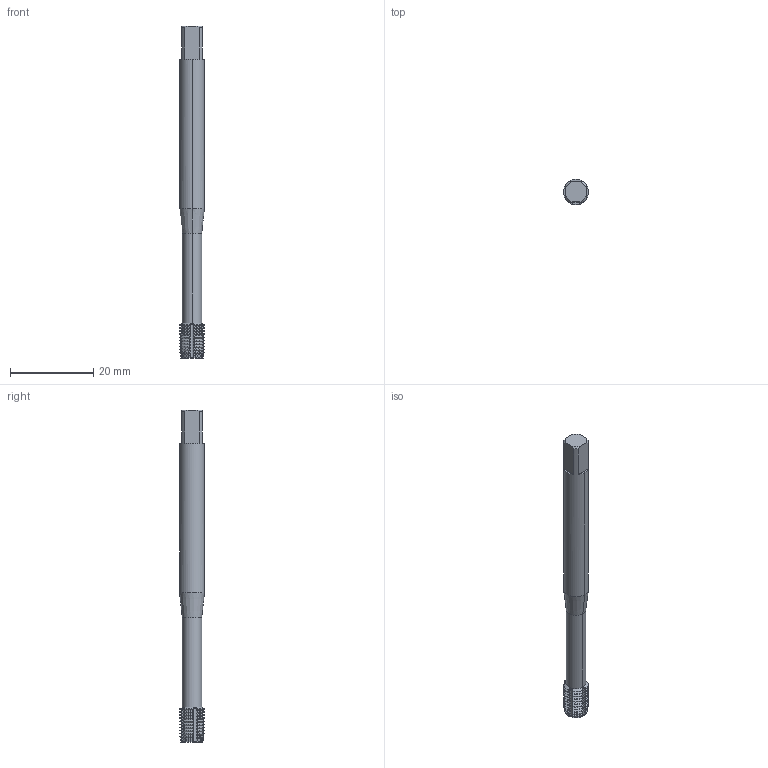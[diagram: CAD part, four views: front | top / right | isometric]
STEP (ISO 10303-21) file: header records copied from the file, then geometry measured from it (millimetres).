
FILE_DESCRIPTION(('no description'),'unknown implementation level');
FILE_NAME('solidfyVrgroyjb6fnJJW2Sefeudm_4I_1.STP',' ',('CIM GmbH Aachen'),('CADClick - KiM GmbH - www.kimweb.de'),'unknown preprocess','ACIS','unknown authorization');
FILE_SCHEMA(('automotive_design'));
Length unit declared in the file: millimetre
Products named in the file (2): 1; 2
Bounding box: 6 x 6 x 80 mm (x, y, z)
Volume: 1902.8 mm3; surface area: 1773.2 mm2
Topology: 2 solids, 2 shells, 479 faces, 1370 edges, 895 vertices
Faces by surface type: cone 188, cylinder 164, plane 117, torus 10
Entity records: 32512 total; most frequent: CARTESIAN_POINT 4966, STYLED_ITEM 2746, PRESENTATION_STYLE_ASSIGNMENT 2746, COLOUR_RGB 2746, ORIENTED_EDGE 2740, DIRECTION 2480, EDGE_CURVE 1370, CURVE_STYLE 1370
